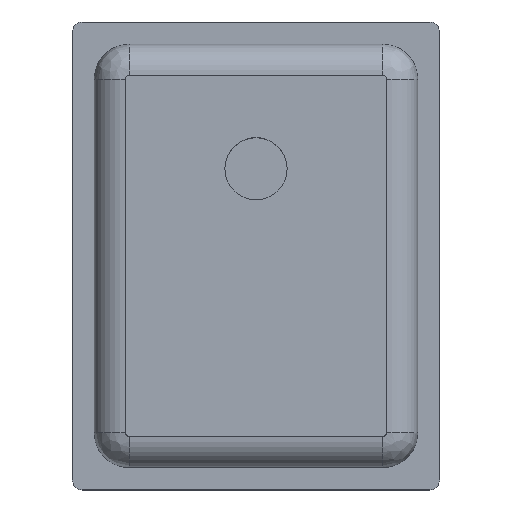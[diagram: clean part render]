
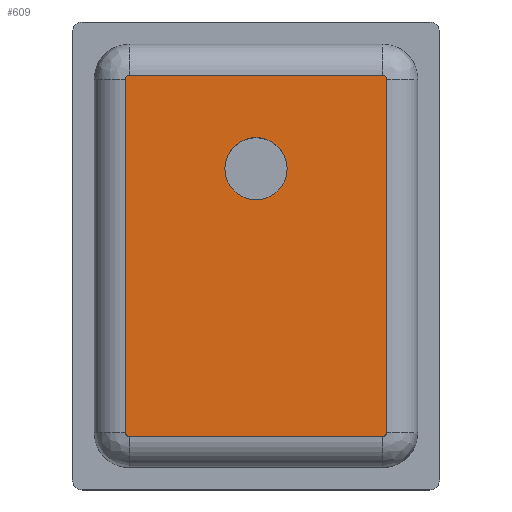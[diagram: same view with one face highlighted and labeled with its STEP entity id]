
A CAD part, top view. The second image highlights one B-rep face of the part: STEP entity #609.
In plain terms, the highlighted planar face has unit normal (0, 0, 1).
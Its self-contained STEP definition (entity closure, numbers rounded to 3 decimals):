
#32=FACE_BOUND('',#125,.T.);
#43=PLANE('',#697);
#80=FACE_OUTER_BOUND('',#124,.T.);
#124=EDGE_LOOP('',(#508,#509,#510,#511,#512,#513,#514,#515));
#125=EDGE_LOOP('',(#516));
#163=LINE('',#1013,#205);
#165=LINE('',#1033,#207);
#167=LINE('',#1053,#209);
#168=LINE('',#1069,#210);
#205=VECTOR('',#808,10.);
#207=VECTOR('',#820,10.);
#209=VECTOR('',#832,10.);
#210=VECTOR('',#841,10.);
#238=CIRCLE('',#669,0.25);
#241=CIRCLE('',#672,0.03);
#247=CIRCLE('',#679,0.03);
#251=CIRCLE('',#684,0.03);
#255=CIRCLE('',#689,0.03);
#286=VERTEX_POINT('',#986);
#289=VERTEX_POINT('',#1001);
#290=VERTEX_POINT('',#1003);
#292=VERTEX_POINT('',#1009);
#294=VERTEX_POINT('',#1023);
#296=VERTEX_POINT('',#1029);
#298=VERTEX_POINT('',#1043);
#300=VERTEX_POINT('',#1049);
#302=VERTEX_POINT('',#1063);
#347=EDGE_CURVE('',#286,#286,#238,.T.);
#351=EDGE_CURVE('',#289,#290,#241,.T.);
#356=EDGE_CURVE('',#290,#292,#163,.T.);
#359=EDGE_CURVE('',#292,#294,#247,.T.);
#362=EDGE_CURVE('',#294,#296,#165,.T.);
#365=EDGE_CURVE('',#296,#298,#251,.T.);
#368=EDGE_CURVE('',#298,#300,#167,.T.);
#371=EDGE_CURVE('',#300,#302,#255,.T.);
#372=EDGE_CURVE('',#302,#289,#168,.T.);
#508=ORIENTED_EDGE('',*,*,#351,.F.);
#509=ORIENTED_EDGE('',*,*,#372,.F.);
#510=ORIENTED_EDGE('',*,*,#371,.F.);
#511=ORIENTED_EDGE('',*,*,#368,.F.);
#512=ORIENTED_EDGE('',*,*,#365,.F.);
#513=ORIENTED_EDGE('',*,*,#362,.F.);
#514=ORIENTED_EDGE('',*,*,#359,.F.);
#515=ORIENTED_EDGE('',*,*,#356,.F.);
#516=ORIENTED_EDGE('',*,*,#347,.T.);
#609=ADVANCED_FACE('',(#80,#32),#43,.T.);
#669=AXIS2_PLACEMENT_3D('',#987,#790,#791);
#672=AXIS2_PLACEMENT_3D('',#1004,#797,#798);
#679=AXIS2_PLACEMENT_3D('',#1027,#813,#814);
#684=AXIS2_PLACEMENT_3D('',#1047,#825,#826);
#689=AXIS2_PLACEMENT_3D('',#1067,#837,#838);
#697=AXIS2_PLACEMENT_3D('',#1089,#862,#863);
#790=DIRECTION('center_axis',(0.,0.,-1.));
#791=DIRECTION('ref_axis',(-1.,0.,0.));
#797=DIRECTION('center_axis',(0.,0.,-1.));
#798=DIRECTION('ref_axis',(0.707,0.707,0.));
#808=DIRECTION('',(0.,-1.,0.));
#813=DIRECTION('center_axis',(0.,0.,-1.));
#814=DIRECTION('ref_axis',(0.707,-0.707,0.));
#820=DIRECTION('',(-1.,0.,0.));
#825=DIRECTION('center_axis',(0.,0.,-1.));
#826=DIRECTION('ref_axis',(-0.707,-0.707,0.));
#832=DIRECTION('',(0.,1.,0.));
#837=DIRECTION('center_axis',(0.,0.,-1.));
#838=DIRECTION('ref_axis',(-0.707,0.707,0.));
#841=DIRECTION('',(1.,0.,0.));
#862=DIRECTION('center_axis',(0.,0.,1.));
#863=DIRECTION('ref_axis',(1.,0.,0.));
#986=CARTESIAN_POINT('',(0.25,0.7,1.1));
#987=CARTESIAN_POINT('Origin',(0.,0.7,1.1));
#1001=CARTESIAN_POINT('',(1.02,1.45,1.1));
#1003=CARTESIAN_POINT('',(1.05,1.42,1.1));
#1004=CARTESIAN_POINT('Origin',(1.02,1.42,1.1));
#1009=CARTESIAN_POINT('',(1.05,-1.42,1.1));
#1013=CARTESIAN_POINT('',(1.05,-0.85,1.1));
#1023=CARTESIAN_POINT('',(1.02,-1.45,1.1));
#1027=CARTESIAN_POINT('Origin',(1.02,-1.42,1.1));
#1029=CARTESIAN_POINT('',(-1.02,-1.45,1.1));
#1033=CARTESIAN_POINT('',(-0.65,-1.45,1.1));
#1043=CARTESIAN_POINT('',(-1.05,-1.42,1.1));
#1047=CARTESIAN_POINT('Origin',(-1.02,-1.42,1.1));
#1049=CARTESIAN_POINT('',(-1.05,1.42,1.1));
#1053=CARTESIAN_POINT('',(-1.05,0.85,1.1));
#1063=CARTESIAN_POINT('',(-1.02,1.45,1.1));
#1067=CARTESIAN_POINT('Origin',(-1.02,1.42,1.1));
#1069=CARTESIAN_POINT('',(0.65,1.45,1.1));
#1089=CARTESIAN_POINT('Origin',(0.,0.,1.1));
